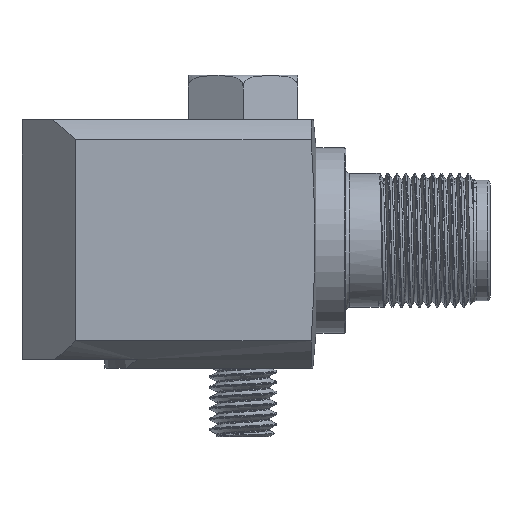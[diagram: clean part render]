
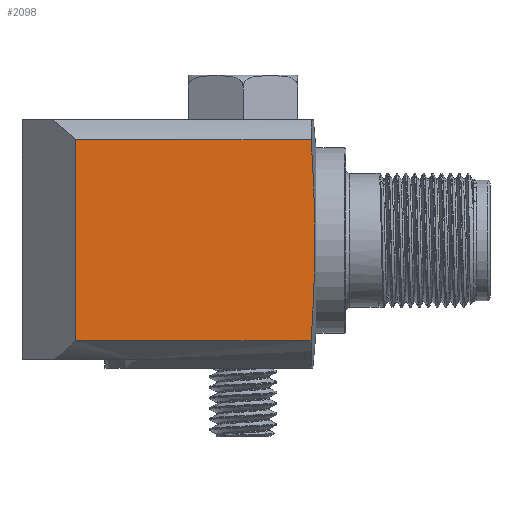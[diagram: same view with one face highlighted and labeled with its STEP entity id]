
A CAD part, top view. The second image highlights one B-rep face of the part: STEP entity #2098.
In plain terms, the highlighted planar face has unit normal (0, 0, 1).
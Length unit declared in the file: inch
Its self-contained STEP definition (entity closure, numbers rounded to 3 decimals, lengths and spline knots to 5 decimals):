
#345=FACE_OUTER_BOUND('',#500,.T.);
#500=EDGE_LOOP('',(#1646,#1647,#1648,#1649));
#656=LINE('',#7838,#786);
#657=LINE('',#7840,#787);
#658=LINE('',#7841,#788);
#786=VECTOR('',#2635,0.3937);
#787=VECTOR('',#2636,0.3937);
#788=VECTOR('',#2637,0.3937);
#818=(
BOUNDED_CURVE()
B_SPLINE_CURVE(2,(#7832,#7833,#7834),.UNSPECIFIED.,.F.,.F.)
B_SPLINE_CURVE_WITH_KNOTS((3,3),(0.,2.39211),.UNSPECIFIED.)
CURVE()
GEOMETRIC_REPRESENTATION_ITEM()
RATIONAL_B_SPLINE_CURVE((1.,1.38,1.))
REPRESENTATION_ITEM('')
);
#954=VERTEX_POINT('',#7829);
#955=VERTEX_POINT('',#7831);
#956=VERTEX_POINT('',#7837);
#957=VERTEX_POINT('',#7839);
#1196=EDGE_CURVE('',#955,#954,#818,.T.);
#1198=EDGE_CURVE('',#954,#956,#656,.T.);
#1199=EDGE_CURVE('',#957,#956,#657,.T.);
#1200=EDGE_CURVE('',#957,#955,#658,.T.);
#1646=ORIENTED_EDGE('',*,*,#1196,.T.);
#1647=ORIENTED_EDGE('',*,*,#1198,.T.);
#1648=ORIENTED_EDGE('',*,*,#1199,.F.);
#1649=ORIENTED_EDGE('',*,*,#1200,.T.);
#1866=PLANE('',#2288);
#2098=ADVANCED_FACE('',(#345),#1866,.T.);
#2288=AXIS2_PLACEMENT_3D('',#7836,#2633,#2634);
#2633=DIRECTION('center_axis',(0.,0.,1.));
#2634=DIRECTION('ref_axis',(0.,-1.,0.));
#2635=DIRECTION('',(-1.,0.,0.));
#2636=DIRECTION('',(0.,1.,0.));
#2637=DIRECTION('',(1.,0.,0.));
#7829=CARTESIAN_POINT('',(-0.02152,1.0276,0.495));
#7831=CARTESIAN_POINT('',(-0.02152,0.0864,0.495));
#7832=CARTESIAN_POINT('Ctrl Pts',(-0.02152,0.0864,
0.495));
#7833=CARTESIAN_POINT('Ctrl Pts',(0.00685,0.557,0.495));
#7834=CARTESIAN_POINT('Ctrl Pts',(-0.02152,1.0276,
0.495));
#7836=CARTESIAN_POINT('Origin',(0.,0.,0.495));
#7837=CARTESIAN_POINT('',(-1.123,1.0276,0.495));
#7838=CARTESIAN_POINT('',(0.089,1.0276,0.495));
#7839=CARTESIAN_POINT('',(-1.123,0.0864,0.495));
#7840=CARTESIAN_POINT('',(-1.123,0.,0.495));
#7841=CARTESIAN_POINT('',(0.089,0.0864,0.495));
